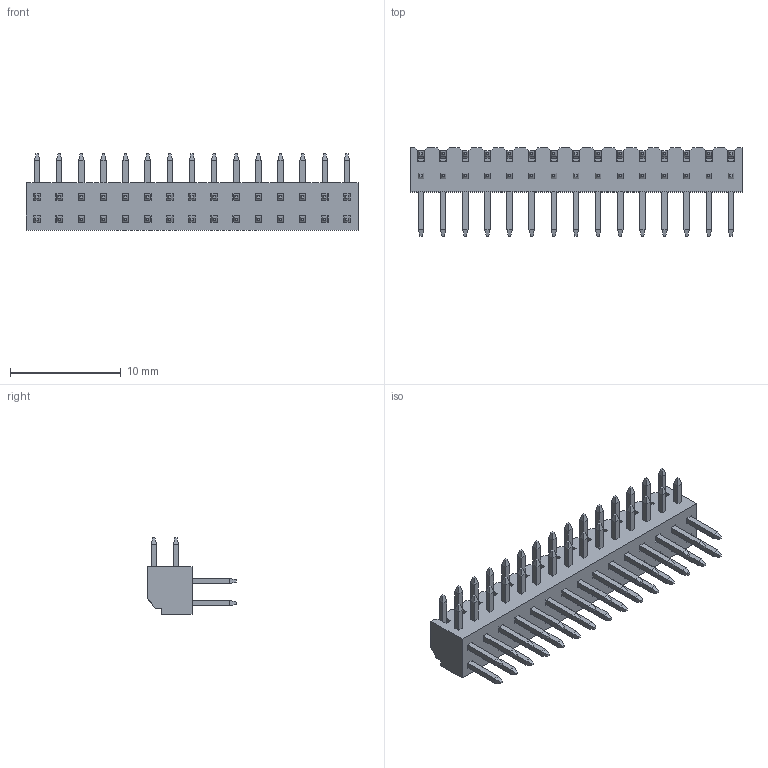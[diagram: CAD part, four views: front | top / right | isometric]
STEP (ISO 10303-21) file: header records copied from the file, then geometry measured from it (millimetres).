
FILE_DESCRIPTION((''),'2;1');
FILE_NAME('877603016','2013-07-17T',('me'),(''),'PRO/ENGINEER BY PARAMETRIC TECHNOLOGY CORPORATION, 2011490','PRO/ENGINEER BY PARAMETRIC TECHNOLOGY CORPORATION, 2011490','');
FILE_SCHEMA(('CONFIG_CONTROL_DESIGN'));
Length unit declared in the file: millimetre
Products named in the file (1): 877603016
Bounding box: 30 x 8 x 6.9 mm (x, y, z)
Volume: 500.4 mm3; surface area: 1225.3 mm2
Topology: 1 solids, 1 shells, 864 faces, 2076 edges, 1304 vertices
Faces by surface type: plane 834, cylinder 30
Entity records: 24338 total; most frequent: CARTESIAN_POINT 4244, ORIENTED_EDGE 4152, DIRECTION 3864, EDGE_CURVE 2076, VECTOR 2016, LINE 2016, VERTEX_POINT 1304, EDGE_LOOP 954
